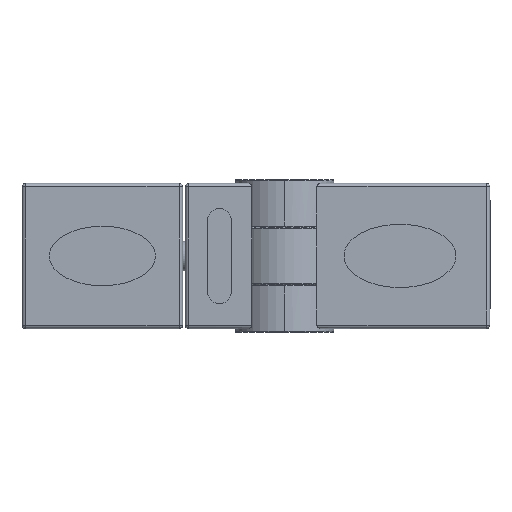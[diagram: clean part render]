
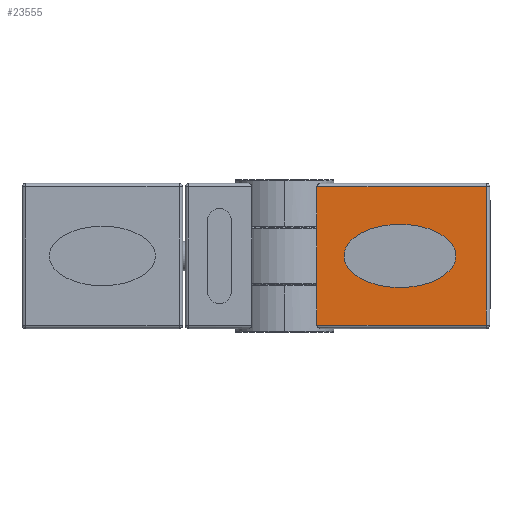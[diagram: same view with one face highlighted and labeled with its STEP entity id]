
A CAD part, top view. The second image highlights one B-rep face of the part: STEP entity #23555.
In plain terms, the highlighted planar face has unit normal (0, 0, 1).
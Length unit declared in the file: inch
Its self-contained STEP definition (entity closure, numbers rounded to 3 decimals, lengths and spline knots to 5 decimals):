
#1969 = EDGE_CURVE ( 'NONE', #30843, #11701, #57687, .T. ) ;
#2021 = CARTESIAN_POINT ( 'NONE',  ( 0.31334, -0.40748, -0.01434 ) ) ;
#2441 = CARTESIAN_POINT ( 'NONE',  ( 0.484, -0.79496, -0.01434 ) ) ;
#2663 = VECTOR ( 'NONE', #50105, 39.37008 ) ;
#2979 = ORIENTED_EDGE ( 'NONE', *, *, #6108, .F. ) ;
#3397 = VERTEX_POINT ( 'NONE', #9329 ) ;
#3513 = CARTESIAN_POINT ( 'NONE',  ( -0.46734, -0.24307, -0.01434 ) ) ;
#4593 = ORIENTED_EDGE ( 'NONE', *, *, #64610, .T. ) ;
#5210 = LINE ( 'NONE', #63174, #44789 ) ;
#5240 = DIRECTION ( 'NONE',  ( 0., 1., 0. ) ) ;
#5945 = EDGE_CURVE ( 'NONE', #59984, #57854, #27876, .T. ) ;
#6108 = EDGE_CURVE ( 'NONE', #49070, #3397, #64427, .T. ) ;
#6641 = CARTESIAN_POINT ( 'NONE',  ( 0.484, -0.02, -0.01434 ) ) ;
#6937 = CARTESIAN_POINT ( 'NONE',  ( -0.46597, -0.81496, -0.01434 ) ) ;
#7182 = EDGE_CURVE ( 'NONE', #53037, #13634, #16647, .T. ) ;
#7467 = DIRECTION ( 'NONE',  ( 0., -1., 0. ) ) ;
#9329 = CARTESIAN_POINT ( 'NONE',  ( -0.31334, -0.40748, -0.01434 ) ) ;
#9631 = EDGE_LOOP ( 'NONE', ( #21765, #62097, #57039, #4593, #53940, #28044, #47793, #26931, #24355, #46146 ) ) ;
#9664 = LINE ( 'NONE', #30339, #48064 ) ;
#10208 = CARTESIAN_POINT ( 'NONE',  ( -0.31334, -0.40748, -0.01434 ) ) ;
#11414 = CARTESIAN_POINT ( 'NONE',  ( -0.46597, -0.57596, -0.01434 ) ) ;
#11701 = VERTEX_POINT ( 'NONE', #53898 ) ;
#13245 = CARTESIAN_POINT ( 'NONE',  ( -0.47372, -0.57096, -0.01434 ) ) ;
#13634 = VERTEX_POINT ( 'NONE', #21652 ) ;
#15097 = VERTEX_POINT ( 'NONE', #6641 ) ;
#15498 = CARTESIAN_POINT ( 'NONE',  ( -0.46633, -0.57428, -0.01434 ) ) ;
#16001 = CARTESIAN_POINT ( 'NONE',  ( -0.646, -0.24496, -0.01434 ) ) ;
#16647 = LINE ( 'NONE', #16001, #61557 ) ;
#17447 = FACE_BOUND ( 'NONE', #26263, .T. ) ;
#18714 = VECTOR ( 'NONE', #7467, 39.37008 ) ;
#19309 = LINE ( 'NONE', #46092, #60248 ) ;
#20058 = EDGE_CURVE ( 'NONE', #53037, #36368, #53935, .T. ) ;
#20268 = CARTESIAN_POINT ( 'NONE',  ( -0.47203, -0.57096, -0.01434 ) ) ;
#21172 = CARTESIAN_POINT ( 'NONE',  ( -0.47033, -0.24463, -0.01434 ) ) ;
#21258 = CARTESIAN_POINT ( 'NONE',  ( -0.46597, -0.5751, -0.01434 ) ) ;
#21444 = DIRECTION ( 'NONE',  ( 1., 0., 0. ) ) ;
#21484 = DIRECTION ( 'NONE',  ( -1., 0., 0. ) ) ;
#21652 = CARTESIAN_POINT ( 'NONE',  ( -0.47372, -0.24496, -0.01434 ) ) ;
#21765 = ORIENTED_EDGE ( 'NONE', *, *, #64081, .T. ) ;
#23555 = ADVANCED_FACE ( 'NONE', ( #17447, #63248 ), #43536, .T. ) ;
#24355 = ORIENTED_EDGE ( 'NONE', *, *, #50010, .F. ) ;
#26263 = EDGE_LOOP ( 'NONE', ( #2979, #65114 ) ) ;
#26477 = CARTESIAN_POINT ( 'NONE',  ( -0.31334, -0.05251, -0.01434 ) ) ;
#26931 = ORIENTED_EDGE ( 'NONE', *, *, #1969, .T. ) ;
#27269 = DIRECTION ( 'NONE',  ( 1., 0., 0. ) ) ;
#27876 = LINE ( 'NONE', #32978, #57058 ) ;
#28044 = ORIENTED_EDGE ( 'NONE', *, *, #20058, .T. ) ;
#29105 = LINE ( 'NONE', #49770, #2663 ) ;
#30024 = CARTESIAN_POINT ( 'NONE',  ( -0.46597, -0.79496, -0.01434 ) ) ;
#30295 = EDGE_CURVE ( 'NONE', #53557, #36825, #29105, .T. ) ;
#30339 = CARTESIAN_POINT ( 'NONE',  ( -0.46597, -0.81496, -0.01434 ) ) ;
#30734 = EDGE_CURVE ( 'NONE', #30843, #36368, #36676, .T. ) ;
#30843 = VERTEX_POINT ( 'NONE', #13245 ) ;
#31626 = CARTESIAN_POINT ( 'NONE',  ( -0.47372, -0.24496, -0.01434 ) ) ;
#32978 = CARTESIAN_POINT ( 'NONE',  ( 0.504, -0.79496, -0.01434 ) ) ;
#34685 = CARTESIAN_POINT ( 'NONE',  ( -0.46597, -0.02, -0.01434 ) ) ;
#35406 = CARTESIAN_POINT ( 'NONE',  ( -0.47203, -0.24496, -0.01434 ) ) ;
#36368 = VERTEX_POINT ( 'NONE', #57916 ) ;
#36676 = LINE ( 'NONE', #42117, #52529 ) ;
#36825 = VERTEX_POINT ( 'NONE', #34685 ) ;
#37309 = DIRECTION ( 'NONE',  ( -1., 0., 0. ) ) ;
#38944 = B_SPLINE_CURVE_WITH_KNOTS ( 'NONE', 3,
 ( #55095, #49974, #3513, #21172, #35406, #31626 ),
 .UNSPECIFIED., .F., .F.,
 ( 4, 2, 4 ),
 ( 0., 0.00013, 0.00026 ),
 .UNSPECIFIED. ) ;
#40755 = CARTESIAN_POINT ( 'NONE',  ( 0.31334, -0.05251, -0.01434 ) ) ;
#41518 = EDGE_CURVE ( 'NONE', #15097, #36825, #5210, .T. ) ;
#41600 = CARTESIAN_POINT ( 'NONE',  ( -0.46809, -0.57245, -0.01434 ) ) ;
#42117 = CARTESIAN_POINT ( 'NONE',  ( -0.646, -0.57096, -0.01434 ) ) ;
#42300 = CARTESIAN_POINT ( 'NONE',  ( -0.46597, -0.23996, -0.01434 ) ) ;
#42384 = CARTESIAN_POINT ( 'NONE',  ( -0.31334, -0.76245, -0.01434 ) ) ;
#43536 = PLANE ( 'NONE',  #58820 ) ;
#44789 = VECTOR ( 'NONE', #21484, 39.37008 ) ;
#46028 = CARTESIAN_POINT ( 'NONE',  ( -0.47372, -0.57096, -0.01434 ) ) ;
#46092 = CARTESIAN_POINT ( 'NONE',  ( 0.484, -0.81496, -0.01434 ) ) ;
#46146 = ORIENTED_EDGE ( 'NONE', *, *, #5945, .T. ) ;
#46160 = CARTESIAN_POINT ( 'NONE',  ( -0.46597, -0.24496, -0.01434 ) ) ;
#46343 = CARTESIAN_POINT ( 'NONE',  ( -0.46739, -0.57296, -0.01434 ) ) ;
#47793 = ORIENTED_EDGE ( 'NONE', *, *, #30734, .F. ) ;
#48064 = VECTOR ( 'NONE', #5240, 39.37008 ) ;
#48511 = CARTESIAN_POINT ( 'NONE',  ( -0.46597, -0.81496, -0.01434 ) ) ;
#48555 = DIRECTION ( 'NONE',  ( 1., 0., 0. ) ) ;
#49070 = VERTEX_POINT ( 'NONE', #62141 ) ;
#49770 = CARTESIAN_POINT ( 'NONE',  ( -0.46597, -0.81496, -0.01434 ) ) ;
#49974 = CARTESIAN_POINT ( 'NONE',  ( -0.46597, -0.24168, -0.01434 ) ) ;
#50010 = EDGE_CURVE ( 'NONE', #59984, #11701, #9664, .T. ) ;
#50105 = DIRECTION ( 'NONE',  ( 0., 1., 0. ) ) ;
#51904 = CARTESIAN_POINT ( 'NONE',  ( 0.31334, -0.40748, -0.01434 ) ) ;
#52529 = VECTOR ( 'NONE', #21444, 39.37008 ) ;
#53037 = VERTEX_POINT ( 'NONE', #46160 ) ;
#53557 = VERTEX_POINT ( 'NONE', #42300 ) ;
#53898 = CARTESIAN_POINT ( 'NONE',  ( -0.46597, -0.57596, -0.01434 ) ) ;
#53935 = LINE ( 'NONE', #48511, #18714 ) ;
#53940 = ORIENTED_EDGE ( 'NONE', *, *, #7182, .F. ) ;
#55015 = EDGE_CURVE ( 'NONE', #3397, #49070, #65395, .T. ) ;
#55095 = CARTESIAN_POINT ( 'NONE',  ( -0.46597, -0.23996, -0.01434 ) ) ;
#56579 = DIRECTION ( 'NONE',  ( 0., 1., 0. ) ) ;
#57039 = ORIENTED_EDGE ( 'NONE', *, *, #30295, .F. ) ;
#57058 = VECTOR ( 'NONE', #48555, 39.37008 ) ;
#57687 = B_SPLINE_CURVE_WITH_KNOTS ( 'NONE', 3,
 ( #46028, #20268, #61618, #41600, #46343, #15498, #21258, #11414 ),
 .UNSPECIFIED., .F., .F.,
 ( 4, 2, 2, 4 ),
 ( 0., 0.00013, 0.00019, 0.00025 ),
 .UNSPECIFIED. ) ;
#57854 = VERTEX_POINT ( 'NONE', #2441 ) ;
#57916 = CARTESIAN_POINT ( 'NONE',  ( -0.46597, -0.57096, -0.01434 ) ) ;
#58641 = CARTESIAN_POINT ( 'NONE',  ( -0.31334, -0.40748, -0.01434 ) ) ;
#58820 = AXIS2_PLACEMENT_3D ( 'NONE', #6937, #64241, #27269 ) ;
#59984 = VERTEX_POINT ( 'NONE', #30024 ) ;
#60248 = VECTOR ( 'NONE', #56579, 39.37008 ) ;
#61557 = VECTOR ( 'NONE', #37309, 39.37008 ) ;
#61618 = CARTESIAN_POINT ( 'NONE',  ( -0.47034, -0.57129, -0.01434 ) ) ;
#62097 = ORIENTED_EDGE ( 'NONE', *, *, #41518, .T. ) ;
#62141 = CARTESIAN_POINT ( 'NONE',  ( 0.31334, -0.40748, -0.01434 ) ) ;
#63069 = CARTESIAN_POINT ( 'NONE',  ( 0.31334, -0.76245, -0.01434 ) ) ;
#63174 = CARTESIAN_POINT ( 'NONE',  ( -0.46597, -0.02, -0.01434 ) ) ;
#63248 = FACE_OUTER_BOUND ( 'NONE', #9631, .T. ) ;
#64081 = EDGE_CURVE ( 'NONE', #57854, #15097, #19309, .T. ) ;
#64241 = DIRECTION ( 'NONE',  ( 0., 0., 1. ) ) ;
#64427 =( BOUNDED_CURVE ( )  B_SPLINE_CURVE ( 3, ( #51904, #40755, #26477, #10208 ),
 .UNSPECIFIED., .F., .T. ) 
 B_SPLINE_CURVE_WITH_KNOTS ( ( 4, 4 ),
 ( 0., 3.14159 ),
 .UNSPECIFIED. ) 
 CURVE ( )  GEOMETRIC_REPRESENTATION_ITEM ( )  RATIONAL_B_SPLINE_CURVE ( ( 1., 0.333, 0.333, 1. ) ) 
 REPRESENTATION_ITEM ( '' )  );
#64610 = EDGE_CURVE ( 'NONE', #53557, #13634, #38944, .T. ) ;
#65114 = ORIENTED_EDGE ( 'NONE', *, *, #55015, .F. ) ;
#65395 =( BOUNDED_CURVE ( )  B_SPLINE_CURVE ( 3, ( #58641, #42384, #63069, #2021 ),
 .UNSPECIFIED., .F., .T. ) 
 B_SPLINE_CURVE_WITH_KNOTS ( ( 4, 4 ),
 ( 3.14159, 6.28319 ),
 .UNSPECIFIED. ) 
 CURVE ( )  GEOMETRIC_REPRESENTATION_ITEM ( )  RATIONAL_B_SPLINE_CURVE ( ( 1., 0.333, 0.333, 1. ) ) 
 REPRESENTATION_ITEM ( '' )  );
